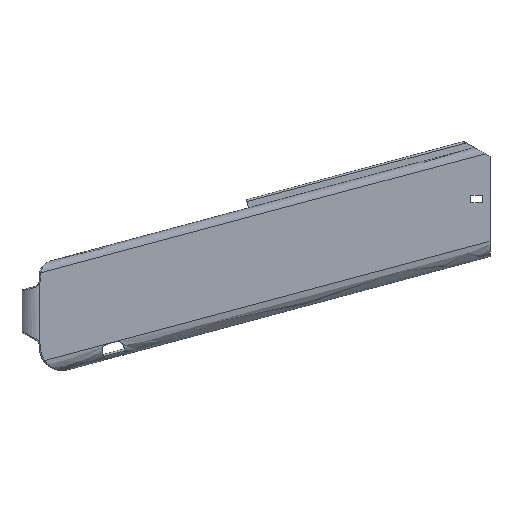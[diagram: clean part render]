
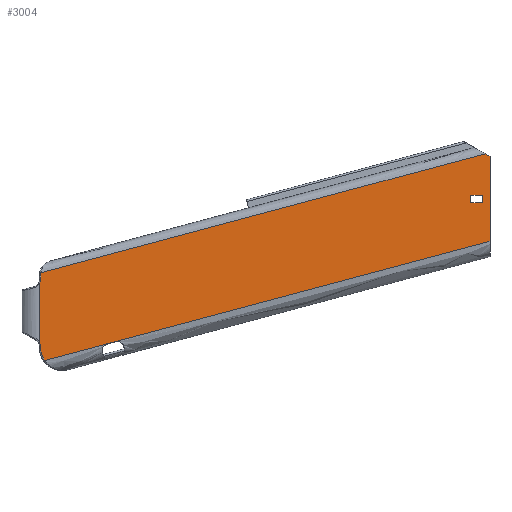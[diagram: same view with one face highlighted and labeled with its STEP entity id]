
A CAD part, left-side view. The second image highlights one B-rep face of the part: STEP entity #3004.
In plain terms, the highlighted planar face has unit normal (-1, 0, 0).
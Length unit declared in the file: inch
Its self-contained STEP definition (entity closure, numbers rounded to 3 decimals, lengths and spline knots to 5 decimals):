
#231=FACE_BOUND('',#656,.T.);
#477=FACE_OUTER_BOUND('',#655,.T.);
#655=EDGE_LOOP('',(#2736,#2737,#2738,#2739,#2740,#2741,#2742,#2743,#2744,
#2745,#2746));
#656=EDGE_LOOP('',(#2747,#2748,#2749,#2750));
#706=LINE('',#4205,#879);
#713=LINE('',#4217,#886);
#718=LINE('',#4225,#891);
#720=LINE('',#4229,#893);
#722=LINE('',#4235,#895);
#729=LINE('',#4257,#902);
#793=LINE('',#5884,#966);
#795=LINE('',#6126,#968);
#798=LINE('',#6135,#971);
#813=LINE('',#6527,#986);
#828=LINE('',#6909,#1001);
#879=VECTOR('',#3423,0.3937);
#886=VECTOR('',#3434,0.3937);
#891=VECTOR('',#3441,0.3937);
#893=VECTOR('',#3447,0.3937);
#895=VECTOR('',#3451,0.3937);
#902=VECTOR('',#3468,0.3937);
#966=VECTOR('',#3826,0.3937);
#968=VECTOR('',#3858,0.3937);
#971=VECTOR('',#3867,0.3937);
#986=VECTOR('',#4016,0.3937);
#1001=VECTOR('',#4081,0.3937);
#1097=CIRCLE('',#3226,0.23);
#1102=CIRCLE('',#3234,0.355);
#1129=CIRCLE('',#3283,0.14);
#1130=CIRCLE('',#3285,0.14);
#1179=VERTEX_POINT('',#4202);
#1180=VERTEX_POINT('',#4204);
#1183=VERTEX_POINT('',#4216);
#1184=VERTEX_POINT('',#4220);
#1186=VERTEX_POINT('',#4231);
#1188=VERTEX_POINT('',#4234);
#1198=VERTEX_POINT('',#4256);
#1350=VERTEX_POINT('',#5878);
#1361=VERTEX_POINT('',#6119);
#1363=VERTEX_POINT('',#6124);
#1364=VERTEX_POINT('',#6129);
#1366=VERTEX_POINT('',#6133);
#1367=VERTEX_POINT('',#6137);
#1373=VERTEX_POINT('',#6224);
#1381=VERTEX_POINT('',#6314);
#1468=EDGE_CURVE('',#1180,#1179,#706,.T.);
#1475=EDGE_CURVE('',#1183,#1180,#713,.T.);
#1480=EDGE_CURVE('',#1184,#1183,#718,.T.);
#1482=EDGE_CURVE('',#1179,#1184,#720,.T.);
#1484=EDGE_CURVE('',#1186,#1188,#722,.T.);
#1495=EDGE_CURVE('',#1198,#1186,#729,.T.);
#1732=EDGE_CURVE('',#1198,#1350,#793,.T.);
#1753=EDGE_CURVE('',#1361,#1350,#1097,.T.);
#1755=EDGE_CURVE('',#1363,#1361,#795,.T.);
#1760=EDGE_CURVE('',#1366,#1364,#798,.T.);
#1762=EDGE_CURVE('',#1367,#1366,#1102,.T.);
#1816=EDGE_CURVE('',#1364,#1381,#1129,.T.);
#1817=EDGE_CURVE('',#1373,#1363,#1130,.T.);
#1824=EDGE_CURVE('',#1373,#1381,#813,.T.);
#1868=EDGE_CURVE('',#1188,#1367,#828,.T.);
#2736=ORIENTED_EDGE('',*,*,#1732,.T.);
#2737=ORIENTED_EDGE('',*,*,#1753,.F.);
#2738=ORIENTED_EDGE('',*,*,#1755,.F.);
#2739=ORIENTED_EDGE('',*,*,#1817,.F.);
#2740=ORIENTED_EDGE('',*,*,#1824,.T.);
#2741=ORIENTED_EDGE('',*,*,#1816,.F.);
#2742=ORIENTED_EDGE('',*,*,#1760,.F.);
#2743=ORIENTED_EDGE('',*,*,#1762,.F.);
#2744=ORIENTED_EDGE('',*,*,#1868,.F.);
#2745=ORIENTED_EDGE('',*,*,#1484,.F.);
#2746=ORIENTED_EDGE('',*,*,#1495,.F.);
#2747=ORIENTED_EDGE('',*,*,#1480,.T.);
#2748=ORIENTED_EDGE('',*,*,#1475,.T.);
#2749=ORIENTED_EDGE('',*,*,#1468,.T.);
#2750=ORIENTED_EDGE('',*,*,#1482,.T.);
#2831=PLANE('',#3323);
#3004=ADVANCED_FACE('',(#477,#231),#2831,.T.);
#3226=AXIS2_PLACEMENT_3D('',#6121,#3852,#3853);
#3234=AXIS2_PLACEMENT_3D('',#6139,#3872,#3873);
#3283=AXIS2_PLACEMENT_3D('',#6507,#3980,#3981);
#3285=AXIS2_PLACEMENT_3D('',#6509,#3984,#3985);
#3323=AXIS2_PLACEMENT_3D('',#6908,#4079,#4080);
#3423=DIRECTION('',(0.,0.,1.));
#3434=DIRECTION('',(0.,1.,0.));
#3441=DIRECTION('',(0.,0.,-1.));
#3447=DIRECTION('',(0.,-1.,0.));
#3451=DIRECTION('',(0.,0.,-1.));
#3468=DIRECTION('',(0.,-0.866,-0.5));
#3826=DIRECTION('',(0.,0.966,-0.259));
#3852=DIRECTION('center_axis',(1.,0.,0.));
#3853=DIRECTION('ref_axis',(0.,0.996,0.086));
#3858=DIRECTION('',(0.,0.,1.));
#3867=DIRECTION('',(0.,0.,1.));
#3872=DIRECTION('center_axis',(1.,0.,0.));
#3873=DIRECTION('ref_axis',(0.,0.951,-0.308));
#3980=DIRECTION('center_axis',(-1.,0.,0.));
#3981=DIRECTION('ref_axis',(0.,-1.,0.));
#3984=DIRECTION('center_axis',(-1.,0.,0.));
#3985=DIRECTION('ref_axis',(0.,-1.,0.));
#4016=DIRECTION('',(0.,0.,-1.));
#4079=DIRECTION('center_axis',(-1.,0.,0.));
#4080=DIRECTION('ref_axis',(0.,0.,1.));
#4081=DIRECTION('',(0.,0.966,-0.259));
#4202=CARTESIAN_POINT('',(-0.362,-2.9375,0.82484));
#4204=CARTESIAN_POINT('',(-0.362,-2.9375,0.69984));
#4205=CARTESIAN_POINT('',(-0.362,-2.9375,0.16684));
#4216=CARTESIAN_POINT('',(-0.362,-3.125,0.69984));
#4217=CARTESIAN_POINT('',(-0.362,-3.125,0.69984));
#4220=CARTESIAN_POINT('',(-0.362,-3.125,0.82484));
#4225=CARTESIAN_POINT('',(-0.362,-3.125,0.66684));
#4229=CARTESIAN_POINT('',(-0.362,-2.9375,0.82484));
#4231=CARTESIAN_POINT('',(-0.362,-3.25,1.45209));
#4234=CARTESIAN_POINT('',(-0.362,-3.25,0.07133));
#4235=CARTESIAN_POINT('',(-0.362,-3.25,1.52033));
#4256=CARTESIAN_POINT('',(-0.362,-3.16926,1.4987));
#4257=CARTESIAN_POINT('',(-0.362,-2.97168,1.61278));
#5878=CARTESIAN_POINT('',(-0.362,4.07373,-0.44205));
#5884=CARTESIAN_POINT('',(-0.362,-3.25,1.52033));
#6119=CARTESIAN_POINT('',(-0.362,4.07892,-0.49063));
#6121=CARTESIAN_POINT('Origin',(-0.362,3.84892,-0.49063));
#6124=CARTESIAN_POINT('',(-0.362,4.07892,-0.55345));
#6126=CARTESIAN_POINT('',(-0.362,4.07892,-1.46734));
#6129=CARTESIAN_POINT('',(-0.362,4.07892,-1.64166));
#6133=CARTESIAN_POINT('',(-0.362,4.07892,-1.65909));
#6135=CARTESIAN_POINT('',(-0.362,4.07892,-1.46734));
#6137=CARTESIAN_POINT('',(-0.362,4.00708,-1.8732));
#6139=CARTESIAN_POINT('Origin',(-0.362,3.72392,-1.65909));
#6224=CARTESIAN_POINT('',(-0.362,4.09892,-0.62556));
#6314=CARTESIAN_POINT('',(-0.362,4.09892,-1.56955));
#6507=CARTESIAN_POINT('Origin',(-0.362,4.21892,-1.64166));
#6509=CARTESIAN_POINT('Origin',(-0.362,4.21892,-0.55345));
#6527=CARTESIAN_POINT('',(-0.362,4.09892,-1.46734));
#6908=CARTESIAN_POINT('Origin',(-0.362,0.,-0.7995));
#6909=CARTESIAN_POINT('',(-0.362,-3.25,0.07133));
